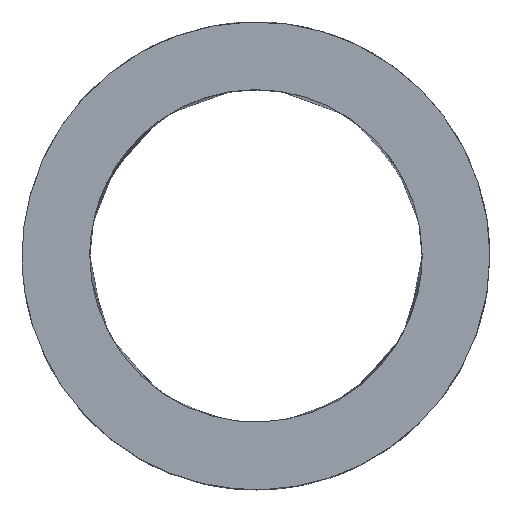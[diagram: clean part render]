
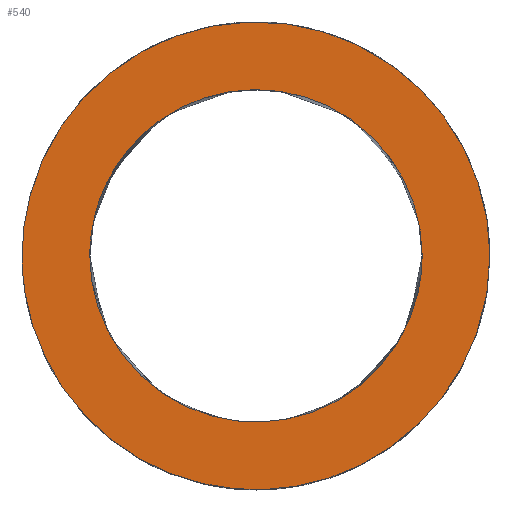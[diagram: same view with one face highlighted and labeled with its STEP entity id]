
A CAD part, top view. The second image highlights one B-rep face of the part: STEP entity #540.
In plain terms, the highlighted free-form (B-spline) face has degree [1, 1] with [2, 2] control points.
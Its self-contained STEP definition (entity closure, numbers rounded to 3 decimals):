
#33 = CARTESIAN_POINT ( 'NONE',  ( 7.391, 27.588, 0. ) ) ;
#41 = CARTESIAN_POINT ( 'NONE',  ( -25.616, 12.631, 0. ) ) ;
#56 = CARTESIAN_POINT ( 'NONE',  ( -20.25, -11.862, 0. ) ) ;
#71 = CARTESIAN_POINT ( 'NONE',  ( -9.182, 27.045, 0. ) ) ;
#157 = CARTESIAN_POINT ( 'NONE',  ( 16.695, -28.5, 0. ) ) ;
#167 = CARTESIAN_POINT ( 'NONE',  ( -28.5, -16.695, 0. ) ) ;
#196 = CARTESIAN_POINT ( 'NONE',  ( 12.631, 25.616, 0. ) ) ;
#206 = VERTEX_POINT ( 'NONE', #1774 ) ;
#208 = CARTESIAN_POINT ( 'NONE',  ( 24.734, 14.282, 0. ) ) ;
#234 = CARTESIAN_POINT ( 'NONE',  ( -20.25, 0., 0. ) ) ;
#235 = CARTESIAN_POINT ( 'NONE',  ( 28.5, 0., 0. ) ) ;
#237 =( BOUNDED_CURVE ( )  B_SPLINE_CURVE ( 3, ( #1688, #874, #1298, #1600 ),
 .UNSPECIFIED., .F., .T. ) 
 B_SPLINE_CURVE_WITH_KNOTS ( ( 4, 4 ),
 ( -3.142, 0. ),
 .UNSPECIFIED. ) 
 CURVE ( )  GEOMETRIC_REPRESENTATION_ITEM ( )  RATIONAL_B_SPLINE_CURVE ( ( 1., 0.333, 0.333, 1. ) ) 
 REPRESENTATION_ITEM ( '' )  );
#274 = ORIENTED_EDGE ( 'NONE', *, *, #1293, .F. ) ;
#278 = FACE_BOUND ( 'NONE', #570, .T. ) ;
#314 = B_SPLINE_SURFACE_WITH_KNOTS ( 'NONE', 1, 1, ( 
 ( #1239, #421 ),
 ( #1257, #843 ) ),
 .UNSPECIFIED., .F., .F., .F.,
 ( 2, 2 ),
 ( 2, 2 ),
 ( 0., 1. ),
 ( 0., 1. ),
 .UNSPECIFIED. ) ;
#318 = CARTESIAN_POINT ( 'NONE',  ( 25.616, 12.631, 0. ) ) ;
#327 = CARTESIAN_POINT ( 'NONE',  ( 18.833, 21.473, 0. ) ) ;
#337 = CARTESIAN_POINT ( 'NONE',  ( -18.833, 21.473, 0. ) ) ;
#360 = CARTESIAN_POINT ( 'NONE',  ( -20.25, 0., 0. ) ) ;
#392 = EDGE_CURVE ( 'NONE', #1551, #206, #815, .T. ) ;
#421 = CARTESIAN_POINT ( 'NONE',  ( -28.842, -28.842, 0. ) ) ;
#482 = CARTESIAN_POINT ( 'NONE',  ( 3.729, 28.317, 0. ) ) ;
#504 = CARTESIAN_POINT ( 'NONE',  ( -28.317, 3.729, 0. ) ) ;
#516 = CARTESIAN_POINT ( 'NONE',  ( -28.5, 0., 0. ) ) ;
#540 = ADVANCED_FACE ( 'NONE', ( #278, #715 ), #314, .F. ) ;
#570 = EDGE_LOOP ( 'NONE', ( #274, #1346 ) ) ;
#601 = CARTESIAN_POINT ( 'NONE',  ( -16.695, -28.5, 0. ) ) ;
#624 = CARTESIAN_POINT ( 'NONE',  ( 27.045, 9.182, 0. ) ) ;
#637 = CARTESIAN_POINT ( 'NONE',  ( -28.5, 0., 0. ) ) ;
#648 = CARTESIAN_POINT ( 'NONE',  ( -14.282, 24.734, 0. ) ) ;
#682 = EDGE_LOOP ( 'NONE', ( #906, #960 ) ) ;
#715 = FACE_OUTER_BOUND ( 'NONE', #682, .T. ) ;
#747 = CARTESIAN_POINT ( 'NONE',  ( -27.045, 9.182, 0. ) ) ;
#755 = CARTESIAN_POINT ( 'NONE',  ( 27.588, 7.391, 0. ) ) ;
#774 = CARTESIAN_POINT ( 'NONE',  ( -22.66, 17.386, 0. ) ) ;
#779 = CARTESIAN_POINT ( 'NONE',  ( 11.862, -20.25, 0. ) ) ;
#783 = CARTESIAN_POINT ( 'NONE',  ( 1.867, 28.5, 0. ) ) ;
#805 = CARTESIAN_POINT ( 'NONE',  ( 20.25, -11.862, 0. ) ) ;
#815 =( BOUNDED_CURVE ( )  B_SPLINE_CURVE ( 3, ( #360, #56, #1802, #1654, #779, #805, #1645 ),
 .UNSPECIFIED., .F., .T. ) 
 B_SPLINE_CURVE_WITH_KNOTS ( ( 4, 3, 4 ),
 ( -3.142, -1.571, 0. ),
 .UNSPECIFIED. ) 
 CURVE ( )  GEOMETRIC_REPRESENTATION_ITEM ( )  RATIONAL_B_SPLINE_CURVE ( ( 1., 0.805, 0.805, 1., 0.805, 0.805, 1. ) ) 
 REPRESENTATION_ITEM ( '' )  );
#843 = CARTESIAN_POINT ( 'NONE',  ( 28.842, -28.842, 0. ) ) ;
#874 = CARTESIAN_POINT ( 'NONE',  ( 20.25, 40.5, 0. ) ) ;
#892 = CARTESIAN_POINT ( 'NONE',  ( 21.473, 18.833, 0. ) ) ;
#899 = CARTESIAN_POINT ( 'NONE',  ( -21.473, 18.833, 0. ) ) ;
#906 = ORIENTED_EDGE ( 'NONE', *, *, #933, .T. ) ;
#926 = CARTESIAN_POINT ( 'NONE',  ( -7.391, 27.588, 0. ) ) ;
#933 = EDGE_CURVE ( 'NONE', #1835, #1099, #1114, .T. ) ;
#960 = ORIENTED_EDGE ( 'NONE', *, *, #1302, .F. ) ;
#1028 = CARTESIAN_POINT ( 'NONE',  ( 0., -28.5, 0. ) ) ;
#1042 = CARTESIAN_POINT ( 'NONE',  ( -3.729, 28.317, 0. ) ) ;
#1064 = CARTESIAN_POINT ( 'NONE',  ( -28.5, 1.867, 0. ) ) ;
#1099 = VERTEX_POINT ( 'NONE', #516 ) ;
#1114 = B_SPLINE_CURVE_WITH_KNOTS ( 'NONE', 3,
 ( #1475, #1769, #1326, #755, #624, #318, #208, #1606, #892, #327, #1778, #1335, #196, #1759, #33, #482, #783, #1348, #1042, #926, #71, #1458, #648, #1318, #337, #899, #774, #1311, #41, #747, #1207, #504, #1064, #637 ),
 .UNSPECIFIED., .F., .F.,
 ( 4, 2, 2, 2, 2, 2, 2, 2, 2, 2, 2, 2, 2, 2, 2, 2, 4 ),
 ( 0., 0.196, 0.393, 0.589, 0.785, 0.982, 1.178, 1.374, 1.571, 1.767, 1.963, 2.16, 2.356, 2.553, 2.749, 2.945, 3.142 ),
 .UNSPECIFIED. ) ;
#1207 = CARTESIAN_POINT ( 'NONE',  ( -27.588, 7.391, 0. ) ) ;
#1239 = CARTESIAN_POINT ( 'NONE',  ( -28.842, 28.842, 0. ) ) ;
#1257 = CARTESIAN_POINT ( 'NONE',  ( 28.842, 28.842, 0. ) ) ;
#1293 = EDGE_CURVE ( 'NONE', #206, #1551, #237, .T. ) ;
#1298 = CARTESIAN_POINT ( 'NONE',  ( -20.25, 40.5, 0. ) ) ;
#1302 = EDGE_CURVE ( 'NONE', #1835, #1099, #1564, .T. ) ;
#1311 = CARTESIAN_POINT ( 'NONE',  ( -24.734, 14.282, 0. ) ) ;
#1318 = CARTESIAN_POINT ( 'NONE',  ( -17.386, 22.66, 0. ) ) ;
#1326 = CARTESIAN_POINT ( 'NONE',  ( 28.317, 3.729, 0. ) ) ;
#1335 = CARTESIAN_POINT ( 'NONE',  ( 14.282, 24.734, 0. ) ) ;
#1346 = ORIENTED_EDGE ( 'NONE', *, *, #392, .F. ) ;
#1348 = CARTESIAN_POINT ( 'NONE',  ( -1.867, 28.5, 0. ) ) ;
#1427 = CARTESIAN_POINT ( 'NONE',  ( 28.5, -16.695, 0. ) ) ;
#1437 = CARTESIAN_POINT ( 'NONE',  ( 28.5, 0., 0. ) ) ;
#1458 = CARTESIAN_POINT ( 'NONE',  ( -12.631, 25.616, 0. ) ) ;
#1475 = CARTESIAN_POINT ( 'NONE',  ( 28.5, 0., 0. ) ) ;
#1551 = VERTEX_POINT ( 'NONE', #234 ) ;
#1564 =( BOUNDED_CURVE ( )  B_SPLINE_CURVE ( 3, ( #1437, #1427, #157, #1028, #601, #167, #1730 ),
 .UNSPECIFIED., .F., .T. ) 
 B_SPLINE_CURVE_WITH_KNOTS ( ( 4, 3, 4 ),
 ( -3.142, -1.571, 0. ),
 .UNSPECIFIED. ) 
 CURVE ( )  GEOMETRIC_REPRESENTATION_ITEM ( )  RATIONAL_B_SPLINE_CURVE ( ( 1., 0.805, 0.805, 1., 0.805, 0.805, 1. ) ) 
 REPRESENTATION_ITEM ( '' )  );
#1600 = CARTESIAN_POINT ( 'NONE',  ( -20.25, 0., 0. ) ) ;
#1606 = CARTESIAN_POINT ( 'NONE',  ( 22.66, 17.386, 0. ) ) ;
#1645 = CARTESIAN_POINT ( 'NONE',  ( 20.25, 0., 0. ) ) ;
#1654 = CARTESIAN_POINT ( 'NONE',  ( 0., -20.25, 0. ) ) ;
#1688 = CARTESIAN_POINT ( 'NONE',  ( 20.25, 0., 0. ) ) ;
#1730 = CARTESIAN_POINT ( 'NONE',  ( -28.5, 0., 0. ) ) ;
#1759 = CARTESIAN_POINT ( 'NONE',  ( 9.182, 27.045, 0. ) ) ;
#1769 = CARTESIAN_POINT ( 'NONE',  ( 28.5, 1.867, 0. ) ) ;
#1774 = CARTESIAN_POINT ( 'NONE',  ( 20.25, 0., 0. ) ) ;
#1778 = CARTESIAN_POINT ( 'NONE',  ( 17.386, 22.66, 0. ) ) ;
#1802 = CARTESIAN_POINT ( 'NONE',  ( -11.862, -20.25, 0. ) ) ;
#1835 = VERTEX_POINT ( 'NONE', #235 ) ;
